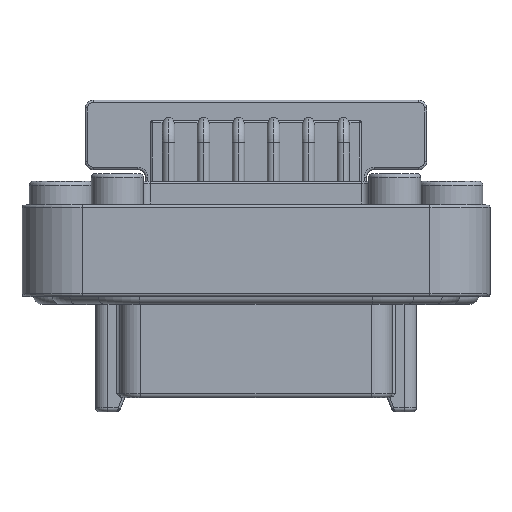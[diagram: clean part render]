
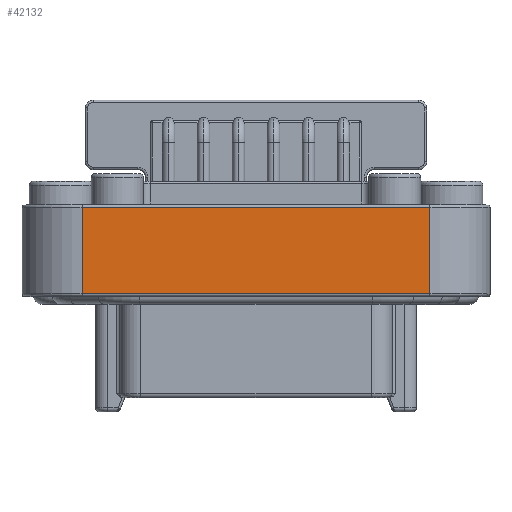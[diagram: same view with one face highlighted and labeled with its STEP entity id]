
A CAD part, top view. The second image highlights one B-rep face of the part: STEP entity #42132.
In plain terms, the highlighted planar face has unit normal (0, 0, 1).
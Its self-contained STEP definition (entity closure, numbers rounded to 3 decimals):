
#15626=DIRECTION('',(-1.,0.,0.));
#15627=VECTOR('',#15626,44.);
#15628=CARTESIAN_POINT('',(22.,19.59,17.625));
#15629=LINE('',#15628,#15627);
#15630=DIRECTION('',(0.,1.,0.));
#15631=VECTOR('',#15630,10.96);
#15632=CARTESIAN_POINT('',(-22.,19.59,17.625));
#15633=LINE('',#15632,#15631);
#15634=DIRECTION('',(1.,0.,0.));
#15635=VECTOR('',#15634,44.);
#15636=CARTESIAN_POINT('',(-22.,30.55,17.625));
#15637=LINE('',#15636,#15635);
#15653=DIRECTION('',(0.,1.,0.));
#15654=VECTOR('',#15653,10.96);
#15655=CARTESIAN_POINT('',(22.,19.59,17.625));
#15656=LINE('',#15655,#15654);
#17286=CARTESIAN_POINT('',(22.,19.59,17.625));
#17287=VERTEX_POINT('',#17286);
#17290=CARTESIAN_POINT('',(-22.,19.59,17.625));
#17291=VERTEX_POINT('',#17290);
#17296=CARTESIAN_POINT('',(22.,30.55,17.625));
#17298=VERTEX_POINT('',#17296);
#17302=CARTESIAN_POINT('',(-22.,30.55,17.625));
#17303=VERTEX_POINT('',#17302);
#42119=CARTESIAN_POINT('',(-22.,19.29,17.625));
#42120=DIRECTION('',(0.,0.,1.));
#42121=DIRECTION('',(1.,0.,0.));
#42122=AXIS2_PLACEMENT_3D('',#42119,#42120,#42121);
#42123=PLANE('',#42122);
#42125=ORIENTED_EDGE('',*,*,#42124,.T.);
#42126=ORIENTED_EDGE('',*,*,#42114,.T.);
#42127=ORIENTED_EDGE('',*,*,#30967,.T.);
#42129=ORIENTED_EDGE('',*,*,#42128,.F.);
#42130=EDGE_LOOP('',(#42125,#42126,#42127,#42129));
#42131=FACE_OUTER_BOUND('',#42130,.F.);
#42132=ADVANCED_FACE('',(#42131),#42123,.T.);
#30967=EDGE_CURVE('',#17303,#17298,#15637,.T.);
#42114=EDGE_CURVE('',#17291,#17303,#15633,.T.);
#42124=EDGE_CURVE('',#17287,#17291,#15629,.T.);
#42128=EDGE_CURVE('',#17287,#17298,#15656,.T.);
